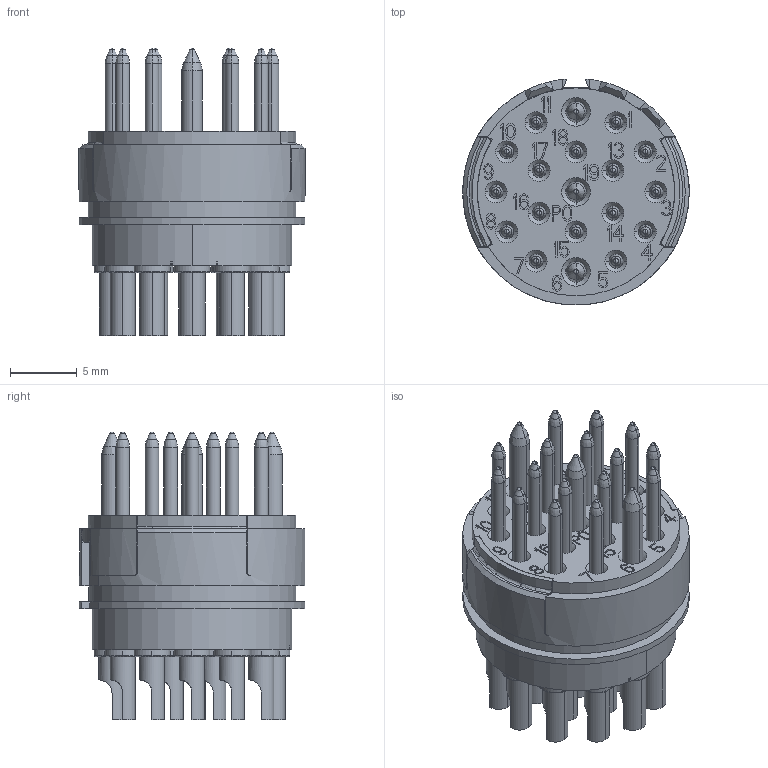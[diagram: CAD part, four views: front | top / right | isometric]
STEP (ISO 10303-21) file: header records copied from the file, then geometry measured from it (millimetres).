
FILE_DESCRIPTION((''),'2;1');
FILE_NAME('1602482','2015-09-10T',('feitelbuss'),(''),'PRO/ENGINEER BY PARAMETRIC TECHNOLOGY CORPORATION, 2014200','PRO/ENGINEER BY PARAMETRIC TECHNOLOGY CORPORATION, 2014200','');
FILE_SCHEMA(('AUTOMOTIVE_DESIGN { 1 0 10303 214 1 1 1 1 }'));
Length unit declared in the file: millimetre
Products named in the file (1): 1602482
Bounding box: 17 x 16.94 x 21.6 mm (x, y, z)
Volume: 2287.4 mm3; surface area: 2274.4 mm2
Topology: 1 solids, 1 shells, 2471 faces, 6755 edges, 4391 vertices
Faces by surface type: plane 1979, cylinder 254, cone 116, torus 42, bspline 42, sphere 38
Entity records: 78708 total; most frequent: CARTESIAN_POINT 16070, ORIENTED_EDGE 13358, DIRECTION 12195, EDGE_CURVE 6679, VECTOR 5749, LINE 5749, VERTEX_POINT 4391, AXIS2_PLACEMENT_3D 3223
